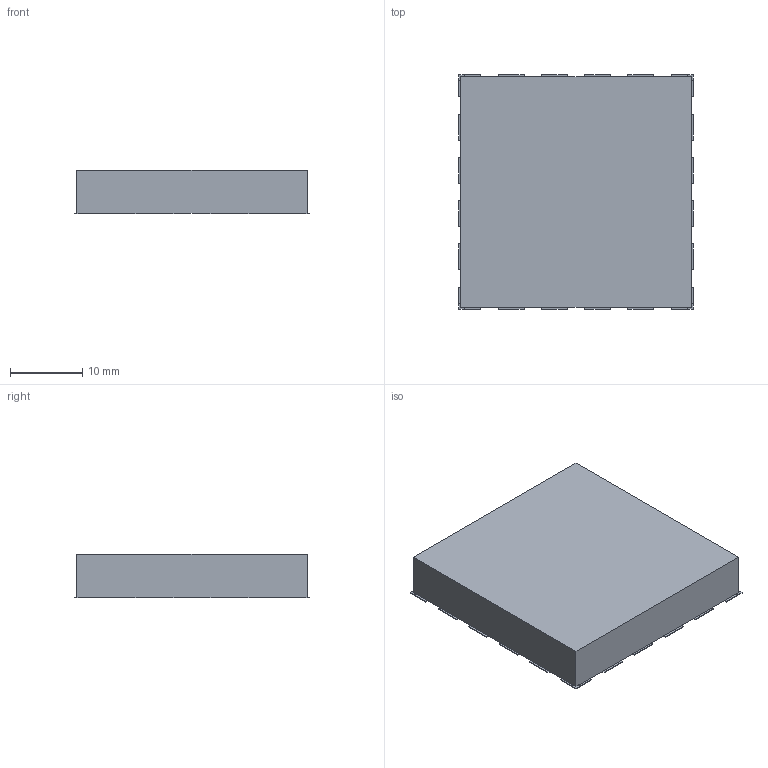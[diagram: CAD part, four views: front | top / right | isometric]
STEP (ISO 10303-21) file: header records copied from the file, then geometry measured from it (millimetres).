
FILE_DESCRIPTION(('FreeCAD Model'),'2;1');
FILE_NAME('2729180.1.2.stp','2020-05-11T15:17:46',( 'Author'),(''),'Open CASCADE STEP processor 6.9','FreeCAD','Unknown' );
FILE_SCHEMA(('AUTOMOTIVE_DESIGN { 1 0 10303 214 1 1 1 1 }'));
Length unit declared in the file: millimetre
Products named in the file (3): ASSEMBLY; Body; Pins
Assembly tree (2 placements, depth 2):
  ASSEMBLY
    Body
    Pins
Bounding box: 32.6 x 32.6 x 6.1 mm (x, y, z)
Volume: 6150.3 mm3; surface area: 2961.8 mm2
Topology: 21 solids, 21 shells, 158 faces, 316 edges, 200 vertices
Faces by surface type: plane 158
Entity records: 8263 total; most frequent: CARTESIAN_POINT 1317, DIRECTION 1262, LINE 940, VECTOR 940, ORIENTED_EDGE 632, PCURVE 632, DEFINITIONAL_REPRESENTATION 632, EDGE_CURVE 316
